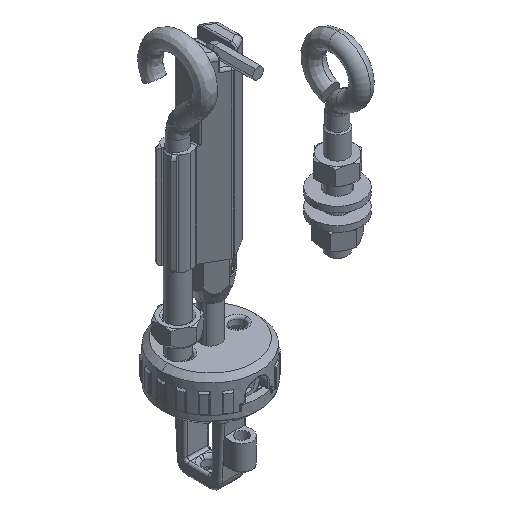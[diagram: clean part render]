
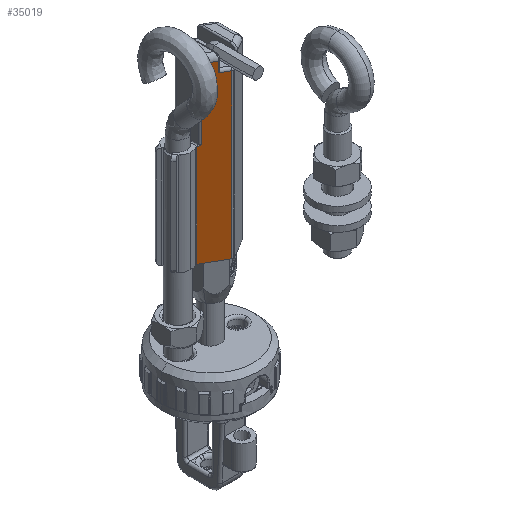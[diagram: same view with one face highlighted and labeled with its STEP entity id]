
A CAD part, isometric view. The second image highlights one B-rep face of the part: STEP entity #35019.
In plain terms, the highlighted planar face has unit normal (-0.5, -0.866, 0).
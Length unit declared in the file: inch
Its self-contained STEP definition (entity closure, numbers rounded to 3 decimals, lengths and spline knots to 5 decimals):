
#200 = CARTESIAN_POINT ( 'NONE',  ( -0.38387, -0.17843, 4.33858 ) ) ;
#205 = B_SPLINE_CURVE_WITH_KNOTS ( 'NONE', 3,
 ( #25747, #25493, #26014, #18309, #48862, #14205 ),
 .UNSPECIFIED., .F., .F.,
 ( 4, 2, 4 ),
 ( 0., 0.00062, 0.00125 ),
 .UNSPECIFIED. ) ;
#927 = CARTESIAN_POINT ( 'NONE',  ( -0.17126, -0.30118, 4.45669 ) ) ;
#1135 = VECTOR ( 'NONE', #38850, 39.37008 ) ;
#1408 = VECTOR ( 'NONE', #11728, 39.37008 ) ;
#1489 = CARTESIAN_POINT ( 'NONE',  ( -0.04331, -0.37505, 4.33858 ) ) ;
#2402 = CARTESIAN_POINT ( 'NONE',  ( -0.33858, -0.20457, 4.45669 ) ) ;
#2676 = DIRECTION ( 'NONE',  ( 0.866, -0.5, 0. ) ) ;
#3505 = CARTESIAN_POINT ( 'NONE',  ( -0.35827, -0.19321, 4.45669 ) ) ;
#6220 = EDGE_CURVE ( 'NONE', #8879, #37723, #7646, .T. ) ;
#6982 = FACE_OUTER_BOUND ( 'NONE', #39146, .T. ) ;
#7128 = VERTEX_POINT ( 'NONE', #2402 ) ;
#7646 = LINE ( 'NONE', #200, #1408 ) ;
#8259 = DIRECTION ( 'NONE',  ( 0., 0., 1. ) ) ;
#8879 = VERTEX_POINT ( 'NONE', #18971 ) ;
#9401 = DIRECTION ( 'NONE',  ( 0., 0., -1. ) ) ;
#10273 = VECTOR ( 'NONE', #19102, 39.37008 ) ;
#10821 = DIRECTION ( 'NONE',  ( 0.5, 0.866, 0. ) ) ;
#11728 = DIRECTION ( 'NONE',  ( 0., 0., 1. ) ) ;
#11823 = ORIENTED_EDGE ( 'NONE', *, *, #16820, .T. ) ;
#13166 = VERTEX_POINT ( 'NONE', #927 ) ;
#13919 = LINE ( 'NONE', #21866, #34939 ) ;
#14205 = CARTESIAN_POINT ( 'NONE',  ( -0.33858, -0.20457, 3.37402 ) ) ;
#14380 = VECTOR ( 'NONE', #9401, 39.37008 ) ;
#14401 = CARTESIAN_POINT ( 'NONE',  ( -0.35827, -0.19321, 4.33858 ) ) ;
#15429 = CARTESIAN_POINT ( 'NONE',  ( -0.33858, -0.20457, 4.33858 ) ) ;
#16820 = EDGE_CURVE ( 'NONE', #31624, #37723, #34471, .T. ) ;
#18309 = CARTESIAN_POINT ( 'NONE',  ( -0.35014, -0.1979, 3.36457 ) ) ;
#18971 = CARTESIAN_POINT ( 'NONE',  ( -0.38387, -0.17843, 1.77953 ) ) ;
#19030 = ORIENTED_EDGE ( 'NONE', *, *, #43125, .F. ) ;
#19102 = DIRECTION ( 'NONE',  ( 0.866, -0.5, 0. ) ) ;
#19571 = VERTEX_POINT ( 'NONE', #29373 ) ;
#21165 = EDGE_CURVE ( 'NONE', #31624, #34632, #205, .T. ) ;
#21413 = CARTESIAN_POINT ( 'NONE',  ( -0.3767, -0.18256, 3.35433 ) ) ;
#21866 = CARTESIAN_POINT ( 'NONE',  ( -0.35827, -0.19321, 4.29921 ) ) ;
#21904 = ORIENTED_EDGE ( 'NONE', *, *, #31767, .F. ) ;
#22972 = ORIENTED_EDGE ( 'NONE', *, *, #21165, .F. ) ;
#23197 = ORIENTED_EDGE ( 'NONE', *, *, #6220, .F. ) ;
#23439 = EDGE_CURVE ( 'NONE', #39099, #19571, #46444, .T. ) ;
#25191 = EDGE_CURVE ( 'NONE', #13166, #35963, #50286, .T. ) ;
#25493 = CARTESIAN_POINT ( 'NONE',  ( -0.36952, -0.18671, 3.35433 ) ) ;
#25747 = CARTESIAN_POINT ( 'NONE',  ( -0.3767, -0.18256, 3.35433 ) ) ;
#25806 = ORIENTED_EDGE ( 'NONE', *, *, #29432, .F. ) ;
#26014 = CARTESIAN_POINT ( 'NONE',  ( -0.36264, -0.19068, 3.35714 ) ) ;
#26446 = DIRECTION ( 'NONE',  ( -0.866, 0.5, 0. ) ) ;
#27830 = AXIS2_PLACEMENT_3D ( 'NONE', #14401, #10821, #26446 ) ;
#29373 = CARTESIAN_POINT ( 'NONE',  ( -0.04331, -0.37505, 1.77953 ) ) ;
#29432 = EDGE_CURVE ( 'NONE', #19571, #8879, #42722, .T. ) ;
#30403 = CARTESIAN_POINT ( 'NONE',  ( -0.35827, -0.19321, 1.77953 ) ) ;
#30421 = VECTOR ( 'NONE', #35117, 39.37008 ) ;
#30632 = LINE ( 'NONE', #3505, #10273 ) ;
#31624 = VERTEX_POINT ( 'NONE', #21413 ) ;
#31767 = EDGE_CURVE ( 'NONE', #7128, #13166, #30632, .T. ) ;
#32877 = CARTESIAN_POINT ( 'NONE',  ( -0.38387, -0.17843, 3.35433 ) ) ;
#34471 = LINE ( 'NONE', #46300, #43136 ) ;
#34632 = VERTEX_POINT ( 'NONE', #45260 ) ;
#34939 = VECTOR ( 'NONE', #2676, 39.37008 ) ;
#35019 = ADVANCED_FACE ( 'NONE', ( #6982 ), #45725, .F. ) ;
#35117 = DIRECTION ( 'NONE',  ( 0., 0., -1. ) ) ;
#35726 = VECTOR ( 'NONE', #8259, 39.37008 ) ;
#35963 = VERTEX_POINT ( 'NONE', #37224 ) ;
#36173 = ORIENTED_EDGE ( 'NONE', *, *, #47572, .F. ) ;
#36667 = CARTESIAN_POINT ( 'NONE',  ( -0.04331, -0.37505, 4.29921 ) ) ;
#37224 = CARTESIAN_POINT ( 'NONE',  ( -0.17126, -0.30118, 4.29921 ) ) ;
#37723 = VERTEX_POINT ( 'NONE', #32877 ) ;
#38850 = DIRECTION ( 'NONE',  ( -0.866, 0.5, 0. ) ) ;
#39099 = VERTEX_POINT ( 'NONE', #36667 ) ;
#39146 = EDGE_LOOP ( 'NONE', ( #25806, #46881, #19030, #47493, #21904, #36173, #22972, #11823, #23197 ) ) ;
#42358 = CARTESIAN_POINT ( 'NONE',  ( -0.17126, -0.30118, 4.33858 ) ) ;
#42688 = DIRECTION ( 'NONE',  ( -0.866, 0.5, 0. ) ) ;
#42722 = LINE ( 'NONE', #30403, #1135 ) ;
#43125 = EDGE_CURVE ( 'NONE', #35963, #39099, #13919, .T. ) ;
#43136 = VECTOR ( 'NONE', #42688, 39.37008 ) ;
#45260 = CARTESIAN_POINT ( 'NONE',  ( -0.33858, -0.20457, 3.37402 ) ) ;
#45725 = PLANE ( 'NONE',  #27830 ) ;
#46300 = CARTESIAN_POINT ( 'NONE',  ( -0.3767, -0.18256, 3.35433 ) ) ;
#46444 = LINE ( 'NONE', #1489, #14380 ) ;
#46881 = ORIENTED_EDGE ( 'NONE', *, *, #23439, .F. ) ;
#47490 = LINE ( 'NONE', #15429, #35726 ) ;
#47493 = ORIENTED_EDGE ( 'NONE', *, *, #25191, .F. ) ;
#47572 = EDGE_CURVE ( 'NONE', #34632, #7128, #47490, .T. ) ;
#48862 = CARTESIAN_POINT ( 'NONE',  ( -0.34436, -0.20124, 3.3693 ) ) ;
#50286 = LINE ( 'NONE', #42358, #30421 ) ;
